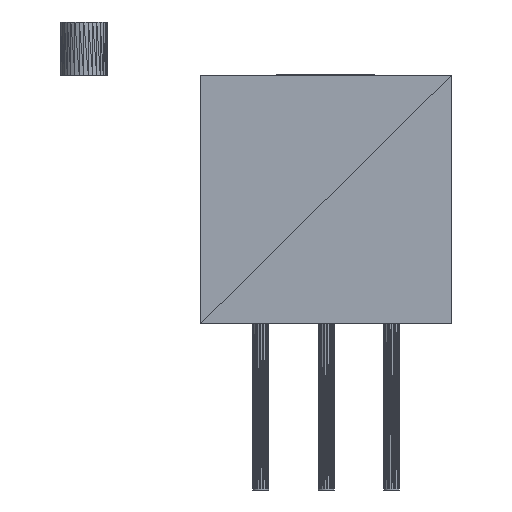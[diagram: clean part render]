
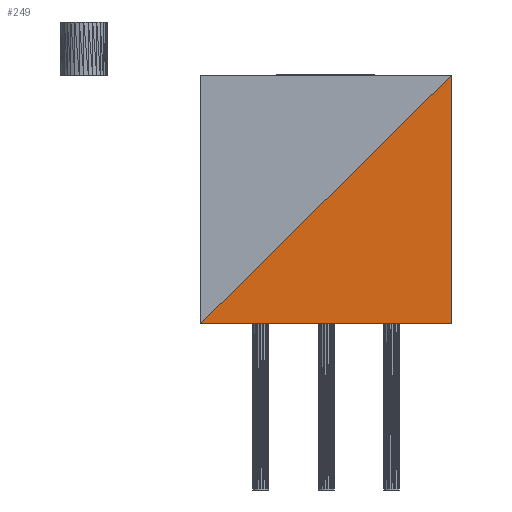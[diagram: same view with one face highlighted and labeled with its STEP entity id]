
A CAD part, front view. The second image highlights one B-rep face of the part: STEP entity #249.
In plain terms, the highlighted planar face has unit normal (0, -1, 0).
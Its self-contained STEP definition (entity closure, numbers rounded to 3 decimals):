
#249=ADVANCED_FACE('',(#250),#276,.F.);
#250=FACE_OUTER_BOUND('',#251,.T.);
#251=EDGE_LOOP('',(#252,#254,#256));
#252=ORIENTED_EDGE('',*,*,#253,.T.);
#253=EDGE_CURVE('',#258,#260,#262,.T.);
#254=ORIENTED_EDGE('',*,*,#255,.T.);
#255=EDGE_CURVE('',#260,#266,#268,.T.);
#256=ORIENTED_EDGE('',*,*,#257,.T.);
#257=EDGE_CURVE('',#266,#258,#272,.T.);
#258=VERTEX_POINT('',#259);
#259=CARTESIAN_POINT('',(-2.007,-2.489,0.0));
#260=VERTEX_POINT('',#261);
#261=CARTESIAN_POINT('',(7.595,-2.489,9.5));
#262=LINE('',#263,#264);
#263=CARTESIAN_POINT('',(-2.007,-2.489,0.0));
#264=VECTOR('',#265,1.0);
#265=DIRECTION('',(-0.711,0.0,-0.703));
#266=VERTEX_POINT('',#267);
#267=CARTESIAN_POINT('',(7.595,-2.489,0.0));
#268=LINE('',#269,#270);
#269=CARTESIAN_POINT('',(7.595,-2.489,9.5));
#270=VECTOR('',#271,1.0);
#271=DIRECTION('',(0.0,0.0,1.0));
#272=LINE('',#273,#274);
#273=CARTESIAN_POINT('',(7.595,-2.489,0.0));
#274=VECTOR('',#275,1.0);
#275=DIRECTION('',(1.0,0.0,0.0));
#276=PLANE('',#277);
#277=AXIS2_PLACEMENT_3D('',#278,#279,#280);
#278=CARTESIAN_POINT('',(7.595,-2.489,9.5));
#279=DIRECTION('',(0.0,1.0,0.0));
#280=DIRECTION('',(-1.0,0.0,0.0));
